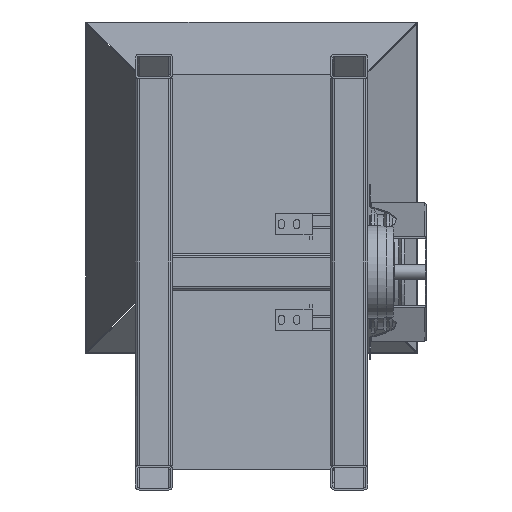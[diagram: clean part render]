
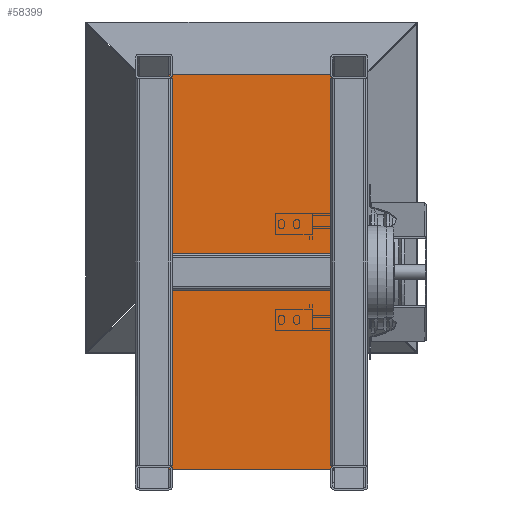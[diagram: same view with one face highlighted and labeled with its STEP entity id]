
A CAD part, front view. The second image highlights one B-rep face of the part: STEP entity #58399.
In plain terms, the highlighted free-form (B-spline) face has degree [1, 1] with [2, 2] control points.
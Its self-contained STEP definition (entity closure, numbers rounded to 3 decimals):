
#58301 = VERTEX_POINT('',#58302);
#58302 = CARTESIAN_POINT('',(285.398,-694.19,
    -328.887));
#58307 = EDGE_CURVE('',#58301,#58308,#58310,.T.);
#58308 = VERTEX_POINT('',#58309);
#58309 = CARTESIAN_POINT('',(15.653,-694.19,
    -328.887));
#58310 = B_SPLINE_CURVE_WITH_KNOTS('',1,(#58311,#58312),.UNSPECIFIED.,
  .F.,.F.,(2,2),(0.,270.),.PIECEWISE_BEZIER_KNOTS.);
#58311 = CARTESIAN_POINT('',(285.398,-694.19,
    -328.887));
#58312 = CARTESIAN_POINT('',(15.653,-694.19,
    -328.887));
#58335 = VERTEX_POINT('',#58336);
#58336 = CARTESIAN_POINT('',(285.398,-694.19,
    310.508));
#58341 = EDGE_CURVE('',#58335,#58301,#58342,.T.);
#58342 = B_SPLINE_CURVE_WITH_KNOTS('',1,(#58343,#58344),.UNSPECIFIED.,
  .F.,.F.,(2,2),(0.,640.),.PIECEWISE_BEZIER_KNOTS.);
#58343 = CARTESIAN_POINT('',(285.398,-694.19,
    310.508));
#58344 = CARTESIAN_POINT('',(285.398,-694.19,
    -328.887));
#58363 = VERTEX_POINT('',#58364);
#58364 = CARTESIAN_POINT('',(15.653,-694.19,
    310.508));
#58369 = EDGE_CURVE('',#58363,#58335,#58370,.T.);
#58370 = B_SPLINE_CURVE_WITH_KNOTS('',1,(#58371,#58372),.UNSPECIFIED.,
  .F.,.F.,(2,2),(-270.,0.),.PIECEWISE_BEZIER_KNOTS.);
#58371 = CARTESIAN_POINT('',(15.653,-694.19,
    310.508));
#58372 = CARTESIAN_POINT('',(285.398,-694.19,
    310.508));
#58389 = EDGE_CURVE('',#58308,#58363,#58390,.T.);
#58390 = B_SPLINE_CURVE_WITH_KNOTS('',1,(#58391,#58392),.UNSPECIFIED.,
  .F.,.F.,(2,2),(-640.,-0.),.PIECEWISE_BEZIER_KNOTS.);
#58391 = CARTESIAN_POINT('',(15.653,-694.19,
    -328.887));
#58392 = CARTESIAN_POINT('',(15.653,-694.19,
    310.508));
#58399 = ADVANCED_FACE('',(#58400),#58406,.T.);
#58400 = FACE_BOUND('',#58401,.T.);
#58401 = EDGE_LOOP('',(#58402,#58403,#58404,#58405));
#58402 = ORIENTED_EDGE('',*,*,#58307,.F.);
#58403 = ORIENTED_EDGE('',*,*,#58341,.F.);
#58404 = ORIENTED_EDGE('',*,*,#58369,.F.);
#58405 = ORIENTED_EDGE('',*,*,#58389,.F.);
#58406 = B_SPLINE_SURFACE_WITH_KNOTS('',1,1,(
    (#58407,#58408)
    ,(#58409,#58410
  )),.UNSPECIFIED.,.F.,.F.,.F.,(2,2),(2,2),(-135.,135.),(-320.,320.),
  .PIECEWISE_BEZIER_KNOTS.);
#58407 = CARTESIAN_POINT('',(285.398,-694.19,
    310.508));
#58408 = CARTESIAN_POINT('',(285.398,-694.19,
    -328.887));
#58409 = CARTESIAN_POINT('',(15.653,-694.19,
    310.508));
#58410 = CARTESIAN_POINT('',(15.653,-694.19,
    -328.887));
